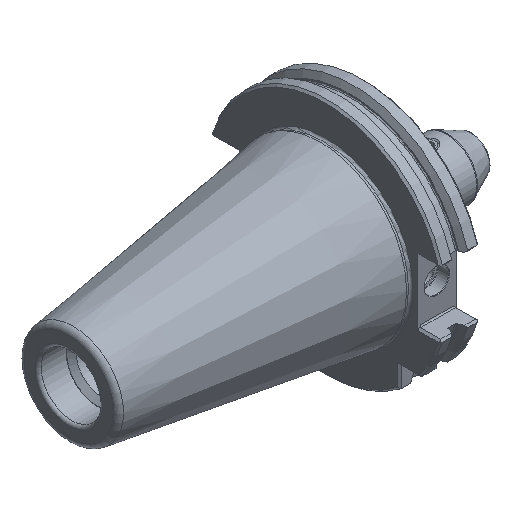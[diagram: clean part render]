
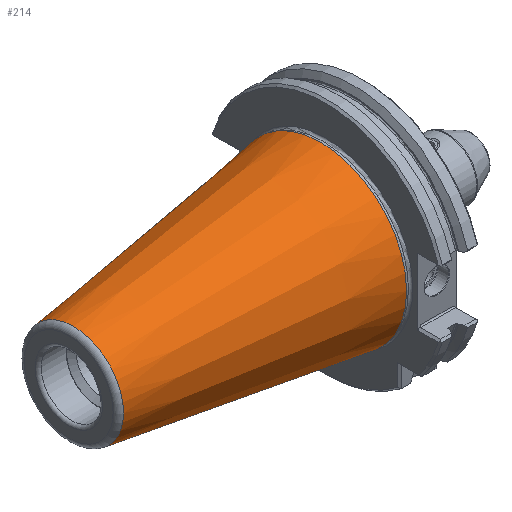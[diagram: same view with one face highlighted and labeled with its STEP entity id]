
A CAD part, isometric view. The second image highlights one B-rep face of the part: STEP entity #214.
In plain terms, the highlighted conical face has half-angle 8.297 degrees and reference radius 20.395 mm.
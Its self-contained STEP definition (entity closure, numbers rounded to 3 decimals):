
#214 = ADVANCED_FACE( '', ( #518, #519 ), #520, .T. );
#518 = FACE_OUTER_BOUND( '', #934, .T. );
#519 = FACE_BOUND( '', #935, .T. );
#520 = CONICAL_SURFACE( '', #936, 20.395, 0.145 );
#934 = EDGE_LOOP( '', ( #1503 ) );
#935 = EDGE_LOOP( '', ( #1504 ) );
#936 = AXIS2_PLACEMENT_3D( '', #1505, #1506, #1507 );
#1503 = ORIENTED_EDGE( '', *, *, #2419, .T. );
#1504 = ORIENTED_EDGE( '', *, *, #2420, .F. );
#1505 = CARTESIAN_POINT( '', ( -99.632, 0., 0. ) );
#1506 = DIRECTION( '', ( 1., 0., 0. ) );
#1507 = DIRECTION( '', ( 0., 0., -1. ) );
#2419 = EDGE_CURVE( '', #2923, #2923, #2924, .T. );
#2420 = EDGE_CURVE( '', #2925, #2925, #2926, .T. );
#2923 = VERTEX_POINT( '', #3651 );
#2924 = CIRCLE( '', #3652, 35.095 );
#2925 = VERTEX_POINT( '', #3653 );
#2926 = CIRCLE( '', #3654, 20.395 );
#3651 = CARTESIAN_POINT( '', ( 1.163, 0., 35.095 ) );
#3652 = AXIS2_PLACEMENT_3D( '', #4425, #4426, #4427 );
#3653 = CARTESIAN_POINT( '', ( -99.632, 0., 20.395 ) );
#3654 = AXIS2_PLACEMENT_3D( '', #4428, #4429, #4430 );
#4425 = CARTESIAN_POINT( '', ( 1.163, 0., 0. ) );
#4426 = DIRECTION( '', ( -1., 0., 0. ) );
#4427 = DIRECTION( '', ( 0., 0., 1. ) );
#4428 = CARTESIAN_POINT( '', ( -99.632, 0., 0. ) );
#4429 = DIRECTION( '', ( -1., 0., 0. ) );
#4430 = DIRECTION( '', ( 0., 0., 1. ) );
